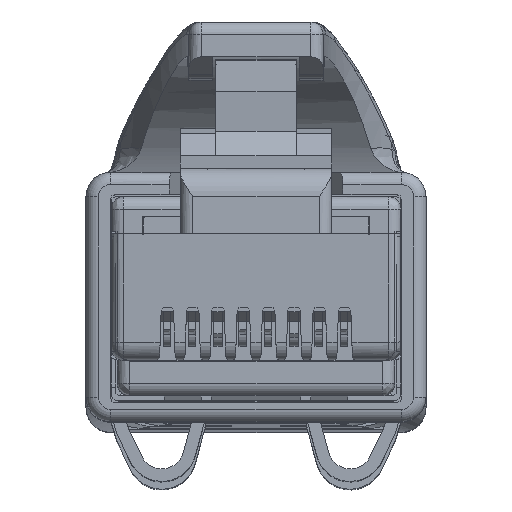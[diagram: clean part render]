
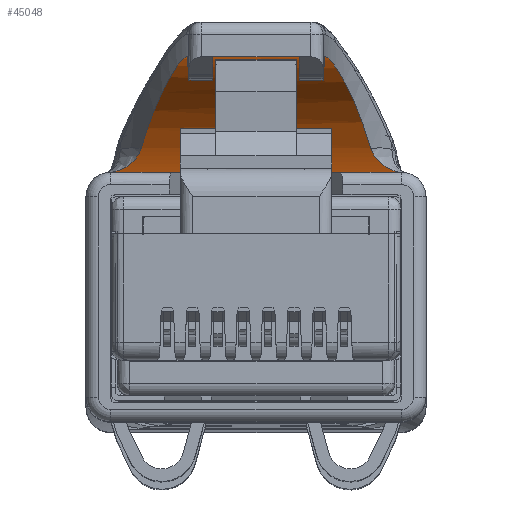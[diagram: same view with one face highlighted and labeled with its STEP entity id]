
A CAD part, top view. The second image highlights one B-rep face of the part: STEP entity #45048.
In plain terms, the highlighted cylindrical face has radius 7.5 mm (diameter 15 mm), a partial arc.
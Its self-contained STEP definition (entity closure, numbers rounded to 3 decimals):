
#44957=AXIS2_PLACEMENT_3D('Cylinder Axis2P3D',#44954,#44955,#44956) ;
#44208=CARTESIAN_POINT('Vertex',(1.,12.41,255.544)) ;
#44212=CARTESIAN_POINT('Control Point',(0.924,12.407,255.543)) ;
#44213=CARTESIAN_POINT('Control Point',(0.949,12.409,255.544)) ;
#44214=CARTESIAN_POINT('Control Point',(0.975,12.41,255.544)) ;
#44215=CARTESIAN_POINT('Control Point',(1.,12.41,255.544)) ;
#44216=CARTESIAN_POINT('Vertex',(0.924,12.407,255.543)) ;
#44932=CARTESIAN_POINT('Control Point',(0.924,12.407,255.543)) ;
#44933=CARTESIAN_POINT('Control Point',(1.223,12.43,255.552)) ;
#44934=CARTESIAN_POINT('Control Point',(1.562,12.534,255.596)) ;
#44935=CARTESIAN_POINT('Control Point',(1.914,12.755,255.684)) ;
#44936=CARTESIAN_POINT('Control Point',(2.137,13.081,255.85)) ;
#44937=CARTESIAN_POINT('Control Point',(2.224,13.384,256.03)) ;
#44938=CARTESIAN_POINT('Vertex',(2.224,13.384,256.03)) ;
#44954=CARTESIAN_POINT('Axis2P3D Location',(12.6,9.557,262.48)) ;
#44959=CARTESIAN_POINT('Line Origine',(12.6,12.41,255.544)) ;
#44963=CARTESIAN_POINT('Vertex',(12.7,12.41,255.544)) ;
#44967=CARTESIAN_POINT('Control Point',(12.7,12.41,255.544)) ;
#44968=CARTESIAN_POINT('Control Point',(12.725,12.41,255.544)) ;
#44969=CARTESIAN_POINT('Control Point',(12.751,12.409,255.544)) ;
#44970=CARTESIAN_POINT('Control Point',(12.776,12.407,255.543)) ;
#44971=CARTESIAN_POINT('Vertex',(12.776,12.407,255.543)) ;
#44975=CARTESIAN_POINT('Control Point',(11.476,13.384,256.03)) ;
#44976=CARTESIAN_POINT('Control Point',(11.584,13.005,255.805)) ;
#44977=CARTESIAN_POINT('Control Point',(11.896,12.66,255.644)) ;
#44978=CARTESIAN_POINT('Control Point',(12.324,12.442,255.557)) ;
#44979=CARTESIAN_POINT('Control Point',(12.776,12.407,255.543)) ;
#44980=CARTESIAN_POINT('Vertex',(11.476,13.384,256.03)) ;
#44984=CARTESIAN_POINT('Control Point',(11.476,13.384,256.03)) ;
#44985=CARTESIAN_POINT('Control Point',(11.411,13.612,256.165)) ;
#44986=CARTESIAN_POINT('Control Point',(11.343,13.834,256.311)) ;
#44987=CARTESIAN_POINT('Control Point',(11.272,14.049,256.465)) ;
#44988=CARTESIAN_POINT('Control Point',(11.163,14.359,256.71)) ;
#44989=CARTESIAN_POINT('Control Point',(11.052,14.652,256.975)) ;
#44990=CARTESIAN_POINT('Control Point',(11.017,14.742,257.059)) ;
#44991=CARTESIAN_POINT('Control Point',(10.946,14.919,257.233)) ;
#44992=CARTESIAN_POINT('Control Point',(10.876,15.086,257.411)) ;
#44993=CARTESIAN_POINT('Control Point',(10.841,15.167,257.501)) ;
#44994=CARTESIAN_POINT('Control Point',(10.786,15.294,257.647)) ;
#44995=CARTESIAN_POINT('Control Point',(10.73,15.418,257.801)) ;
#44996=CARTESIAN_POINT('Control Point',(10.711,15.459,257.852)) ;
#44997=CARTESIAN_POINT('Control Point',(10.636,15.62,258.06)) ;
#44998=CARTESIAN_POINT('Control Point',(10.561,15.774,258.278)) ;
#44999=CARTESIAN_POINT('Control Point',(10.502,15.891,258.457)) ;
#45000=CARTESIAN_POINT('Control Point',(10.395,16.096,258.794)) ;
#45001=CARTESIAN_POINT('Control Point',(10.294,16.277,259.141)) ;
#45002=CARTESIAN_POINT('Control Point',(10.244,16.362,259.318)) ;
#45003=CARTESIAN_POINT('Control Point',(10.148,16.52,259.677)) ;
#45004=CARTESIAN_POINT('Control Point',(10.059,16.655,260.047)) ;
#45005=CARTESIAN_POINT('Control Point',(10.016,16.717,260.234)) ;
#45006=CARTESIAN_POINT('Control Point',(9.898,16.877,260.782)) ;
#45007=CARTESIAN_POINT('Control Point',(9.798,16.985,261.349)) ;
#45008=CARTESIAN_POINT('Control Point',(9.74,17.033,261.722)) ;
#45009=CARTESIAN_POINT('Control Point',(9.692,17.057,262.101)) ;
#45010=CARTESIAN_POINT('Control Point',(9.653,17.057,262.48)) ;
#45011=CARTESIAN_POINT('Vertex',(9.653,17.057,262.48)) ;
#45014=CARTESIAN_POINT('Line Origine',(12.6,17.057,262.48)) ;
#45018=CARTESIAN_POINT('Vertex',(4.047,17.057,262.48)) ;
#45022=CARTESIAN_POINT('Control Point',(4.047,17.057,262.48)) ;
#45023=CARTESIAN_POINT('Control Point',(4.02,17.057,262.22)) ;
#45024=CARTESIAN_POINT('Control Point',(3.989,17.045,261.961)) ;
#45025=CARTESIAN_POINT('Control Point',(3.953,17.023,261.701)) ;
#45026=CARTESIAN_POINT('Control Point',(3.874,16.955,261.184)) ;
#45027=CARTESIAN_POINT('Control Point',(3.778,16.844,260.678)) ;
#45028=CARTESIAN_POINT('Control Point',(3.727,16.778,260.428)) ;
#45029=CARTESIAN_POINT('Control Point',(3.586,16.58,259.797)) ;
#45030=CARTESIAN_POINT('Control Point',(3.425,16.316,259.194)) ;
#45031=CARTESIAN_POINT('Control Point',(3.322,16.133,258.842)) ;
#45032=CARTESIAN_POINT('Control Point',(3.041,15.597,257.957)) ;
#45033=CARTESIAN_POINT('Control Point',(2.741,14.918,257.177)) ;
#45034=CARTESIAN_POINT('Control Point',(2.557,14.449,256.742)) ;
#45035=CARTESIAN_POINT('Control Point',(2.382,13.937,256.358)) ;
#45036=CARTESIAN_POINT('Control Point',(2.224,13.384,256.03)) ;
#44955=DIRECTION('Axis2P3D Direction',(1.,0.,0.)) ;
#44956=DIRECTION('Axis2P3D XDirection',(0.,-1.,0.)) ;
#44960=DIRECTION('Vector Direction',(1.,0.,0.)) ;
#45015=DIRECTION('Vector Direction',(1.,0.,0.)) ;
#44961=VECTOR('Line Direction',#44960,1.) ;
#45016=VECTOR('Line Direction',#45015,1.) ;
#45039=ORIENTED_EDGE('',*,*,#44940,.F.) ;
#45040=ORIENTED_EDGE('',*,*,#44218,.T.) ;
#45041=ORIENTED_EDGE('',*,*,#44965,.T.) ;
#45042=ORIENTED_EDGE('',*,*,#44973,.T.) ;
#45043=ORIENTED_EDGE('',*,*,#44982,.F.) ;
#45044=ORIENTED_EDGE('',*,*,#45013,.T.) ;
#45045=ORIENTED_EDGE('',*,*,#45020,.T.) ;
#45046=ORIENTED_EDGE('',*,*,#45037,.T.) ;
#45048=ADVANCED_FACE('Hauptk\X2\00F6\X0\rper',(#45047),#44958,.F.) ;
#44211=B_SPLINE_CURVE_WITH_KNOTS('',3,(#44212,#44213,#44214,#44215),.UNSPECIFIED.,.F.,.U.,(4,4),(0.,0.108),.UNSPECIFIED.) ;
#44931=B_SPLINE_CURVE_WITH_KNOTS('',5,(#44932,#44933,#44934,#44935,#44936,#44937),.UNSPECIFIED.,.F.,.U.,(6,6),(0.,2.901),.UNSPECIFIED.) ;
#44966=B_SPLINE_CURVE_WITH_KNOTS('',3,(#44967,#44968,#44969,#44970),.UNSPECIFIED.,.F.,.U.,(4,4),(0.,0.108),.UNSPECIFIED.) ;
#44974=B_SPLINE_CURVE_WITH_KNOTS('',4,(#44975,#44976,#44977,#44978,#44979),.UNSPECIFIED.,.F.,.U.,(5,5),(0.,2.613),.UNSPECIFIED.) ;
#44983=B_SPLINE_CURVE_WITH_KNOTS('',5,(#44984,#44985,#44986,#44987,#44988,#44989,#44990,#44991,#44992,#44993,#44994,#44995,#44996,#44997,#44998,#44999,#45000,#45001,#45002,#45003,#45004,#45005,#45006,#45007,#45008,#45009,#45010),.UNSPECIFIED.,.F.,.U.,(6,3,3,3,3,3,3,3,6),(0.,1.929,2.885,3.842,4.327,5.762,7.184,8.605,11.296),.UNSPECIFIED.) ;
#45021=B_SPLINE_CURVE_WITH_KNOTS('',5,(#45022,#45023,#45024,#45025,#45026,#45027,#45028,#45029,#45030,#45031,#45032,#45033,#45034,#45035,#45036),.UNSPECIFIED.,.F.,.U.,(6,3,3,3,6),(0.,1.846,3.731,6.626,11.306),.UNSPECIFIED.) ;
#44958=CYLINDRICAL_SURFACE('generated cylinder',#44957,7.5) ;
#44218=EDGE_CURVE('',#44217,#44209,#44211,.T.) ;
#44940=EDGE_CURVE('',#44217,#44939,#44931,.T.) ;
#44965=EDGE_CURVE('',#44209,#44964,#44962,.T.) ;
#44973=EDGE_CURVE('',#44964,#44972,#44966,.T.) ;
#44982=EDGE_CURVE('',#44981,#44972,#44974,.T.) ;
#45013=EDGE_CURVE('',#44981,#45012,#44983,.T.) ;
#45020=EDGE_CURVE('',#45012,#45019,#45017,.F.) ;
#45037=EDGE_CURVE('',#45019,#44939,#45021,.T.) ;
#45038=EDGE_LOOP('',(#45039,#45040,#45041,#45042,#45043,#45044,#45045,#45046)) ;
#45047=FACE_OUTER_BOUND('',#45038,.T.) ;
#44962=LINE('Line',#44959,#44961) ;
#45017=LINE('Line',#45014,#45016) ;
#44209=VERTEX_POINT('',#44208) ;
#44217=VERTEX_POINT('',#44216) ;
#44939=VERTEX_POINT('',#44938) ;
#44964=VERTEX_POINT('',#44963) ;
#44972=VERTEX_POINT('',#44971) ;
#44981=VERTEX_POINT('',#44980) ;
#45012=VERTEX_POINT('',#45011) ;
#45019=VERTEX_POINT('',#45018) ;
